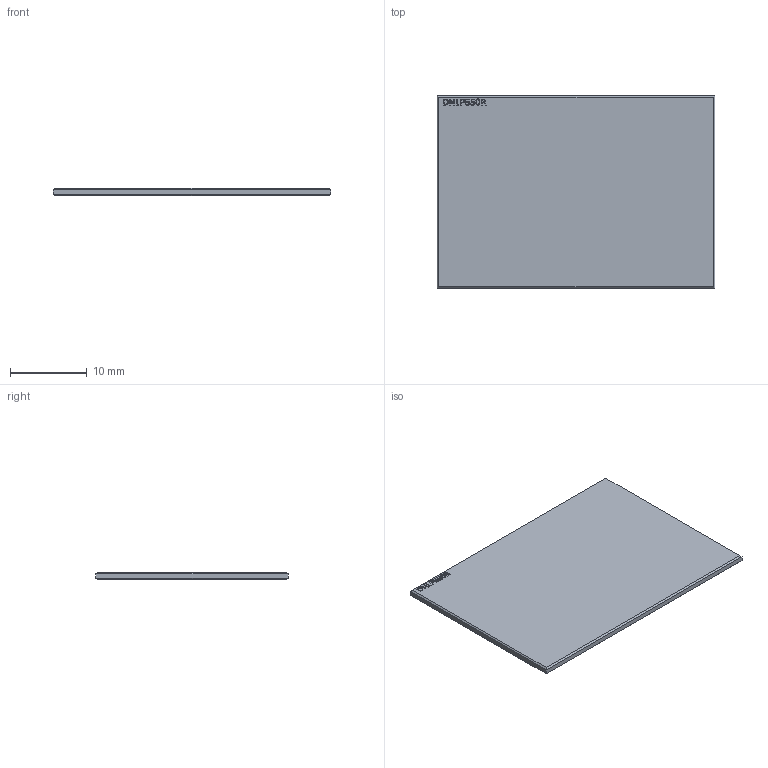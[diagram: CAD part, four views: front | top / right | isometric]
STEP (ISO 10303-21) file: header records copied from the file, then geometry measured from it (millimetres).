
FILE_DESCRIPTION (( 'STEP AP203' ), '1' );
FILE_NAME ('TTN028311-E0W.STEP', '2014-07-09T18:32:19', ( 'Admin' ), ( '' ), 'SwSTEP 2.0', 'SolidWorks 2012', '' );
FILE_SCHEMA (( 'CONFIG_CONTROL_DESIGN' ));
Length unit declared in the file: millimetre
Products named in the file (1): TTN028311-E0W
Bounding box: 36 x 25 x 1 mm (x, y, z)
Volume: 895.1 mm3; surface area: 1893.3 mm2
Topology: 1 solids, 1 shells, 143 faces, 379 edges, 250 vertices
Faces by surface type: plane 84, bspline 59
Entity records: 6684 total; most frequent: CARTESIAN_POINT 3464, ORIENTED_EDGE 758, DIRECTION 431, EDGE_CURVE 379, VECTOR 261, LINE 261, VERTEX_POINT 250, EDGE_LOOP 155
